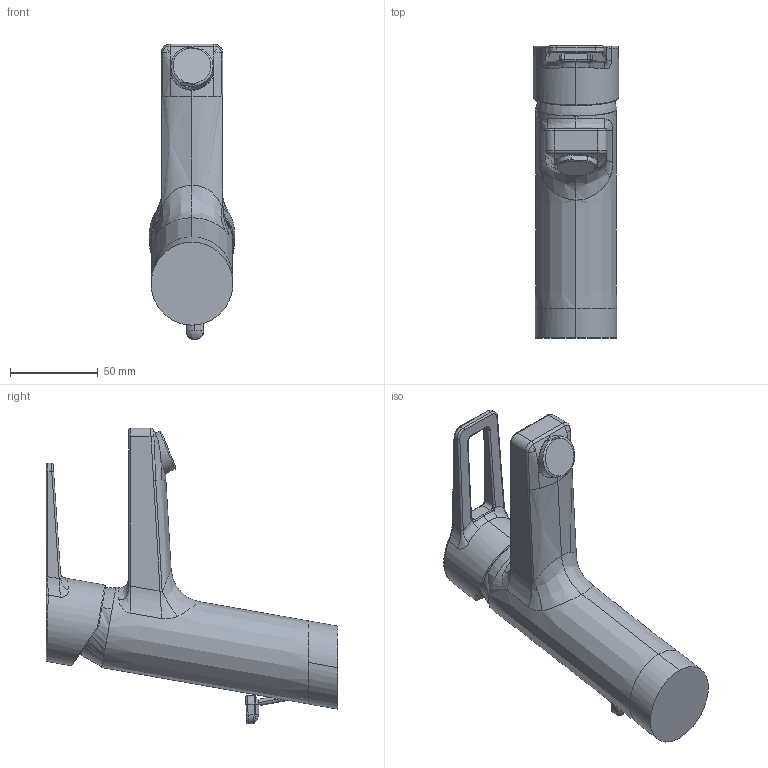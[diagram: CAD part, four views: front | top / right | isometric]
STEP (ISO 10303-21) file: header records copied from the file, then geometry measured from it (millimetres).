
FILE_DESCRIPTION (( 'STEP AP203' ), '1' );
FILE_NAME ('09012285.STEP', '2022-04-21T05:20:48', ( '' ), ( '' ), 'SwSTEP 2.0', 'SolidWorks 2016', '' );
FILE_SCHEMA (( 'CONFIG_CONTROL_DESIGN' ));
Length unit declared in the file: millimetre
Products named in the file (1): 09012285
Bounding box: 48.49 x 166 x 168.27 mm (x, y, z)
Volume: 374266.9 mm3; surface area: 43185.5 mm2
Topology: 1 solids, 1 shells, 157 faces, 383 edges, 229 vertices
Faces by surface type: bspline 76, cylinder 45, plane 24, torus 8, cone 4
Entity records: 11194 total; most frequent: CARTESIAN_POINT 8155, ORIENTED_EDGE 756, EDGE_CURVE 378, DIRECTION 365, B_SPLINE_CURVE_WITH_KNOTS 226, VERTEX_POINT 225, EDGE_LOOP 161, ADVANCED_FACE 157
